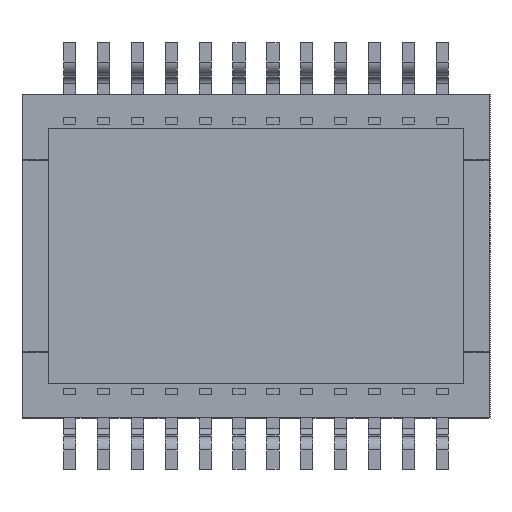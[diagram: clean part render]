
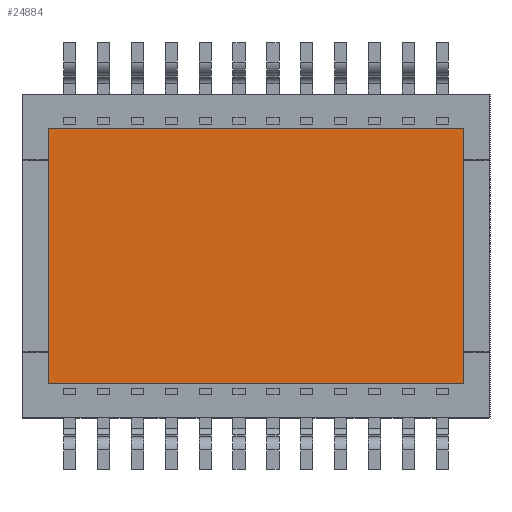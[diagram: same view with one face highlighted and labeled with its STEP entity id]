
A CAD part, front view. The second image highlights one B-rep face of the part: STEP entity #24884.
In plain terms, the highlighted planar face has unit normal (0, -1, 0).
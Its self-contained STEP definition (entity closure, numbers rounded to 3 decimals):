
#5019=DIRECTION('',(0.,0.,1.));
#5020=VECTOR('',#5019,9.55);
#5021=CARTESIAN_POINT('',(87.844,2.9,-24.775));
#5022=LINE('',#5021,#5020);
#5023=DIRECTION('',(1.,0.,0.));
#5024=VECTOR('',#5023,15.57);
#5025=CARTESIAN_POINT('',(72.274,2.9,-24.775));
#5026=LINE('',#5025,#5024);
#5027=DIRECTION('',(0.,0.,-1.));
#5028=VECTOR('',#5027,9.55);
#5029=CARTESIAN_POINT('',(72.274,2.9,-15.225));
#5030=LINE('',#5029,#5028);
#5031=DIRECTION('',(-1.,0.,0.));
#5032=VECTOR('',#5031,15.57);
#5033=CARTESIAN_POINT('',(87.844,2.9,-15.225));
#5034=LINE('',#5033,#5032);
#15805=CARTESIAN_POINT('',(72.274,2.9,-15.225));
#15806=VERTEX_POINT('',#15805);
#15811=CARTESIAN_POINT('',(72.274,2.9,-24.775));
#15812=VERTEX_POINT('',#15811);
#15813=CARTESIAN_POINT('',(87.844,2.9,-24.775));
#15814=VERTEX_POINT('',#15813);
#15819=CARTESIAN_POINT('',(87.844,2.9,-15.225));
#15820=VERTEX_POINT('',#15819);
#24873=CARTESIAN_POINT('',(80.059,2.9,-20.));
#24874=DIRECTION('',(0.,1.,0.));
#24875=DIRECTION('',(-1.,0.,0.));
#24876=AXIS2_PLACEMENT_3D('',#24873,#24874,#24875);
#24877=PLANE('',#24876);
#24878=ORIENTED_EDGE('',*,*,#24808,.F.);
#24879=ORIENTED_EDGE('',*,*,#24830,.F.);
#24880=ORIENTED_EDGE('',*,*,#24844,.F.);
#24881=ORIENTED_EDGE('',*,*,#24865,.F.);
#24882=EDGE_LOOP('',(#24878,#24879,#24880,#24881));
#24883=FACE_OUTER_BOUND('',#24882,.F.);
#24808=EDGE_CURVE('',#15814,#15820,#5022,.T.);
#24830=EDGE_CURVE('',#15812,#15814,#5026,.T.);
#24844=EDGE_CURVE('',#15806,#15812,#5030,.T.);
#24865=EDGE_CURVE('',#15820,#15806,#5034,.T.);
#24884=ADVANCED_FACE('',(#24883),#24877,.F.);
